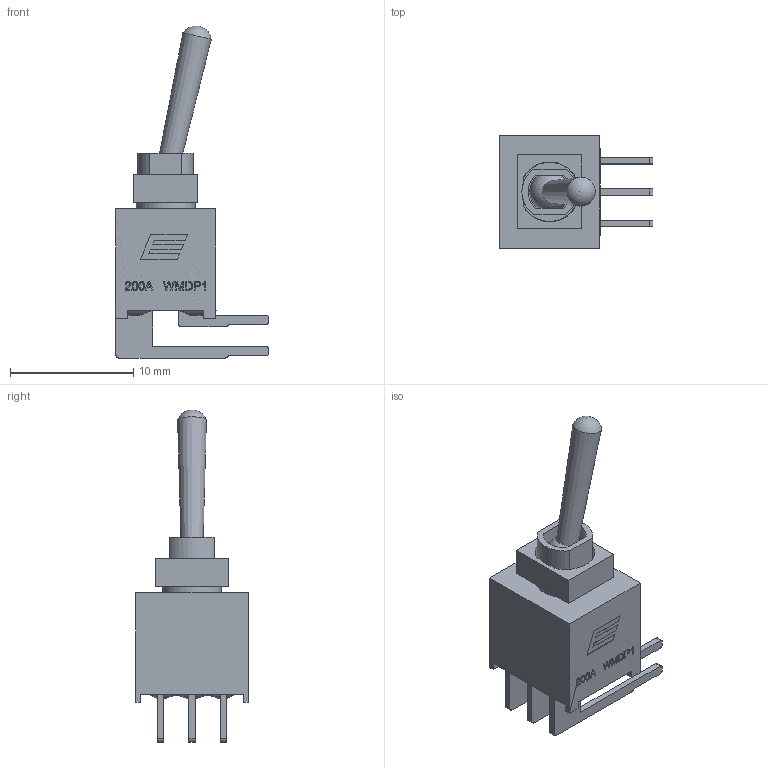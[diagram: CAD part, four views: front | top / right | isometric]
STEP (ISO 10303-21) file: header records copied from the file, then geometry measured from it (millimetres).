
FILE_DESCRIPTION((' '),'2;1');
FILE_NAME('200AWMSPxT1A1M6xE.stp','2017-09-01T09:08:49',(' '),(' '),' ','ACIS',' ');
FILE_SCHEMA(('CONFIG_CONTROL_DESIGN'));
Length unit declared in the file: inch
Products named in the file (1): 200AWMSPxT1A1M6xE.stp
Bounding box: 12.48 x 9.14 x 26.94 mm (x, y, z)
Volume: 786.6 mm3; surface area: 944.1 mm2
Topology: 1 solids, 1 shells, 286 faces, 731 edges, 464 vertices
Faces by surface type: plane 170, bspline 71, cylinder 42, sphere 2, cone 1
Full cylindrical faces by diameter (mm): 4.8 x1
Entity records: 11237 total; most frequent: CARTESIAN_POINT 4732, ORIENTED_EDGE 1446, DIRECTION 1077, EDGE_CURVE 723, VERTEX_POINT 460, VECTOR 453, LINE 453, EDGE_LOOP 313
